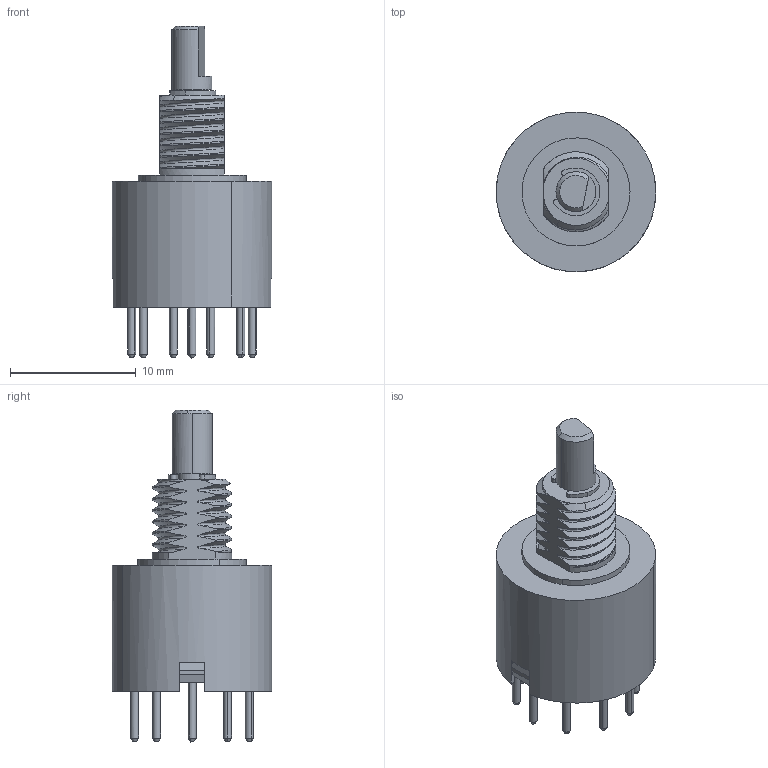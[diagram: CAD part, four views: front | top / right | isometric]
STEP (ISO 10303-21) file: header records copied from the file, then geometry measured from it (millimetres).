
FILE_DESCRIPTION(('CoCreate Modeling STEP Export'),'2;1');
FILE_NAME('Dummy_MR50-CX1AB-X105.stp','2013-09-11T11:15:08',(''),(''),'CoCreate Modeling STEP processor for AP214 (Solid Model)','CoCreate Modeling 16.00D 29-May-2009 (C) Parametric Technology GmbH','');
FILE_SCHEMA(('AUTOMOTIVE_DESIGN { 1 0 10303 214 1 1 1 1 }'));
Length unit declared in the file: millimetre
Products named in the file (2): Dummy_MR50-CX1AB-X105
Assembly tree (1 placements, depth 2):
  Dummy_MR50-CX1AB-X105
    Dummy_MR50-CX1AB-X105
Bounding box: 12.7 x 12.7 x 26.4 mm (x, y, z)
Volume: 1427.6 mm3; surface area: 1093.6 mm2
Topology: 1 solids, 1 shells, 663 faces, 1849 edges, 1222 vertices
Faces by surface type: plane 331, cylinder 234, cone 51, bspline 43, extrusion 4
Entity records: 22943 total; most frequent: CARTESIAN_POINT 7667, ORIENTED_EDGE 3698, DIRECTION 2481, EDGE_CURVE 1849, VERTEX_POINT 1222, VECTOR 881, LINE 877, AXIS2_PLACEMENT_3D 800
